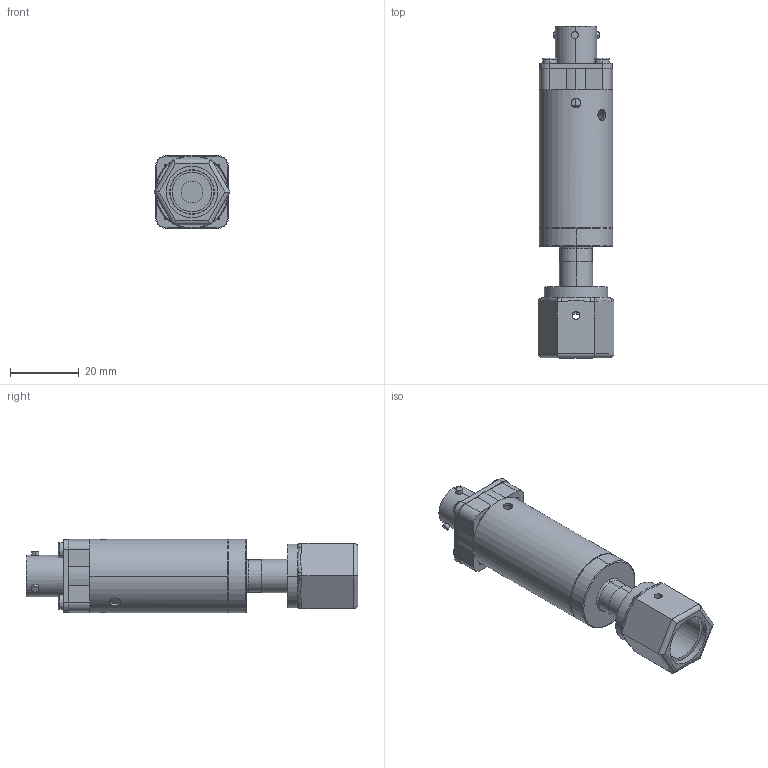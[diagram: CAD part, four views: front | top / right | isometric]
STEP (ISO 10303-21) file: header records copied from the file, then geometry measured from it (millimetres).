
FILE_DESCRIPTION (( 'STEP AP203' ), '1' );
FILE_NAME ('GFD-B-SF.STEP', '2020-10-22T17:58:01', ( '' ), ( '' ), 'SwSTEP 2.0', 'SolidWorks 2020', '' );
FILE_SCHEMA (( 'CONFIG_CONTROL_DESIGN' ));
Length unit declared in the file: inch
Products named in the file (1): GFD-B-SF
Bounding box: 22 x 96.27 x 21.34 mm (x, y, z)
Volume: 15454.2 mm3; surface area: 16211.6 mm2
Topology: 11 solids, 11 shells, 449 faces, 1081 edges, 687 vertices
Faces by surface type: cylinder 191, plane 173, cone 55, bspline 16, torus 14
Entity records: 15011 total; most frequent: CARTESIAN_POINT 4275, DIRECTION 2284, ORIENTED_EDGE 2162, EDGE_CURVE 1081, AXIS2_PLACEMENT_3D 866, VERTEX_POINT 687, LINE 552, VECTOR 552
